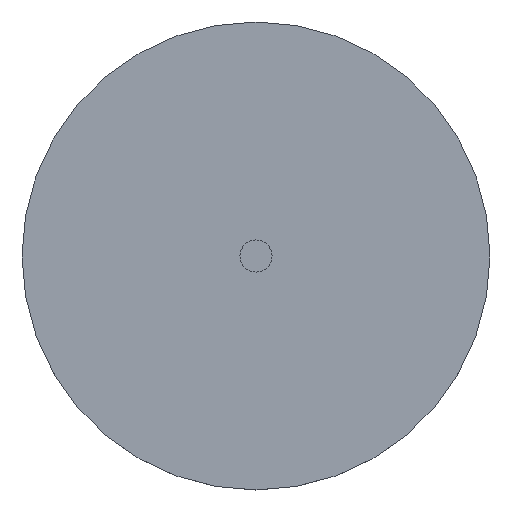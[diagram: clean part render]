
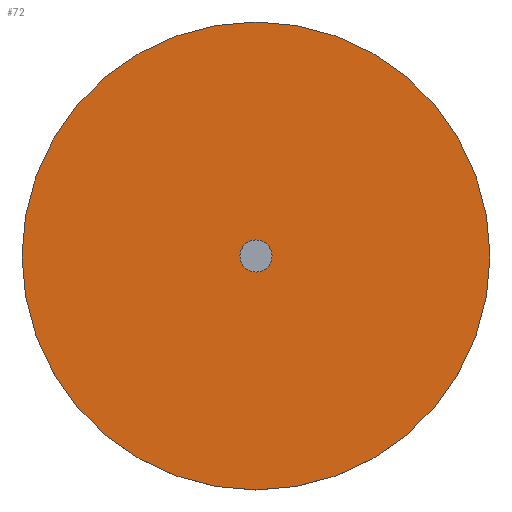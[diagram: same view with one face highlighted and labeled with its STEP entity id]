
A CAD part, top view. The second image highlights one B-rep face of the part: STEP entity #72.
In plain terms, the highlighted planar face has unit normal (0, 0, 1).
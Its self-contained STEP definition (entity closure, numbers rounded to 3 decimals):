
#23=FACE_BOUND('',#30,.T.);
#24=FACE_OUTER_BOUND('',#29,.T.);
#29=EDGE_LOOP('',(#54));
#30=EDGE_LOOP('',(#55));
#35=CIRCLE('',#92,29.082);
#36=CIRCLE('',#93,2.);
#40=VERTEX_POINT('',#124);
#41=VERTEX_POINT('',#126);
#46=EDGE_CURVE('',#40,#40,#35,.T.);
#47=EDGE_CURVE('',#41,#41,#36,.T.);
#54=ORIENTED_EDGE('',*,*,#46,.T.);
#55=ORIENTED_EDGE('',*,*,#47,.T.);
#70=PLANE('',#91);
#72=ADVANCED_FACE('',(#24,#23),#70,.T.);
#91=AXIS2_PLACEMENT_3D('',#123,#102,#103);
#92=AXIS2_PLACEMENT_3D('',#125,#104,#105);
#93=AXIS2_PLACEMENT_3D('',#127,#106,#107);
#102=DIRECTION('center_axis',(0.,0.,1.));
#103=DIRECTION('ref_axis',(1.,0.,0.));
#104=DIRECTION('center_axis',(0.,0.,1.));
#105=DIRECTION('ref_axis',(1.,0.,0.));
#106=DIRECTION('center_axis',(0.,0.,-1.));
#107=DIRECTION('ref_axis',(1.,0.,0.));
#123=CARTESIAN_POINT('Origin',(0.,0.,175.8));
#124=CARTESIAN_POINT('',(-29.082,0.,175.8));
#125=CARTESIAN_POINT('Origin',(0.,0.,175.8));
#126=CARTESIAN_POINT('',(-2.,0.,175.8));
#127=CARTESIAN_POINT('Origin',(0.,0.,175.8));
